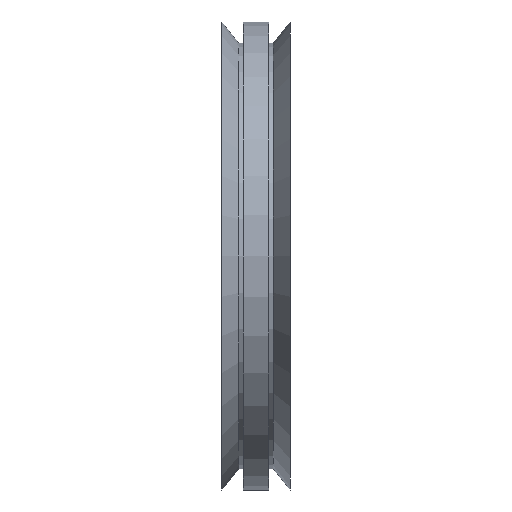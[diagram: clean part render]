
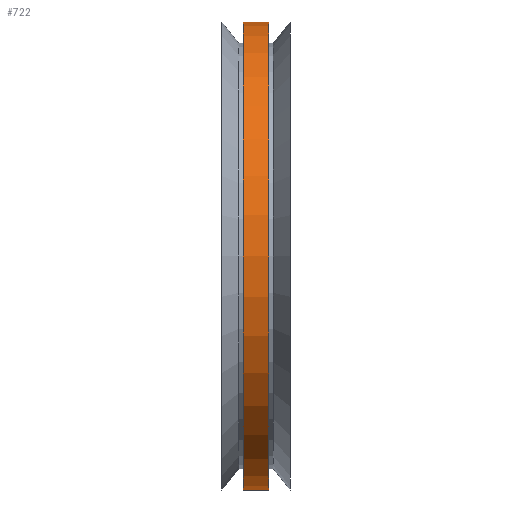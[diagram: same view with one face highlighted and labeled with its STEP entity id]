
A CAD part, front view. The second image highlights one B-rep face of the part: STEP entity #722.
In plain terms, the highlighted cylindrical face has radius 27.5 mm (diameter 55 mm), a full revolution.
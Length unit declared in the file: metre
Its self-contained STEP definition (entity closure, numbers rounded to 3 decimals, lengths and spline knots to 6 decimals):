
#126=ORIENTED_EDGE('',*,*,#338,.F.);
#127=ORIENTED_EDGE('',*,*,#339,.T.);
#338=EDGE_CURVE('',#444,#444,#518,.T.);
#339=EDGE_CURVE('',#445,#445,#519,.T.);
#444=VERTEX_POINT('',#1138);
#445=VERTEX_POINT('',#1140);
#518=CIRCLE('',#782,0.0275);
#519=CIRCLE('',#783,0.0275);
#576=EDGE_LOOP('',(#126));
#577=EDGE_LOOP('',(#127));
#636=FACE_BOUND('',#576,.T.);
#637=FACE_BOUND('',#577,.T.);
#694=CYLINDRICAL_SURFACE('',#781,0.0275);
#722=ADVANCED_FACE('',(#636,#637),#694,.T.);
#781=AXIS2_PLACEMENT_3D('',#1136,#889,#890);
#782=AXIS2_PLACEMENT_3D('',#1137,#891,#892);
#783=AXIS2_PLACEMENT_3D('',#1139,#893,#894);
#889=DIRECTION('',(-1.,0.,0.));
#890=DIRECTION('',(0.,0.,1.));
#891=DIRECTION('',(1.,0.,0.));
#892=DIRECTION('',(0.,0.,-1.));
#893=DIRECTION('',(1.,0.,0.));
#894=DIRECTION('',(0.,0.,-1.));
#1136=CARTESIAN_POINT('',(0.0055,0.,0.));
#1137=CARTESIAN_POINT('',(0.0055,0.,0.));
#1138=CARTESIAN_POINT('',(0.0055,0.,-0.0275));
#1139=CARTESIAN_POINT('',(0.0025,0.,0.));
#1140=CARTESIAN_POINT('',(0.0025,0.,-0.0275));
